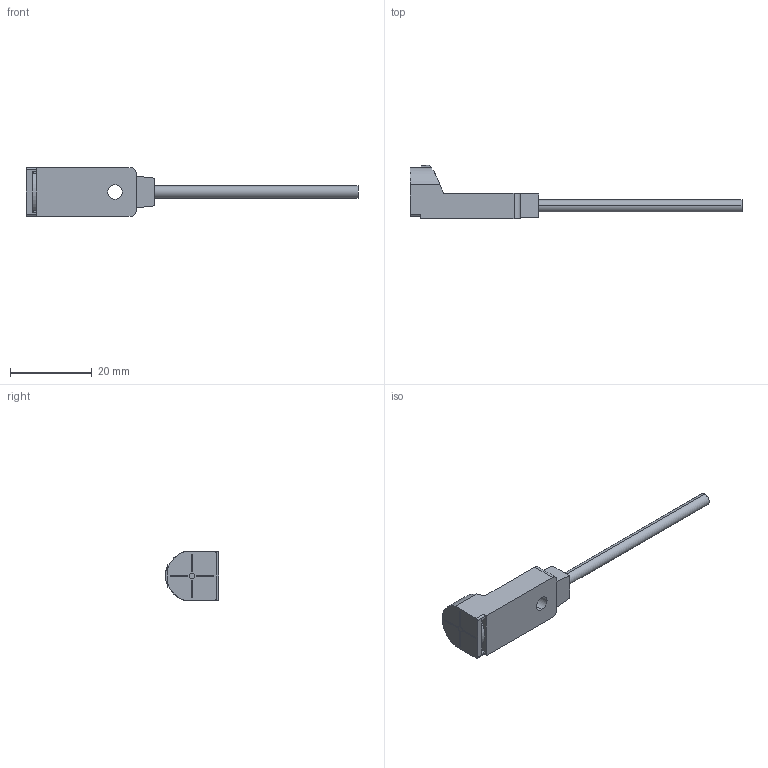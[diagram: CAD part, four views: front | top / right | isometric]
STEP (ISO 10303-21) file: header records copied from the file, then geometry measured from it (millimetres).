
FILE_DESCRIPTION(/* description */ (''),/* implementation_level */ '2;1');
FILE_NAME(/* name */ 'EB-Q3N.stp',/* time_stamp */ '2023-10-30T18:00:57+08:00',/* author */ (''),/* organization */ (''),/* preprocessor_version */ 'ST-DEVELOPER v16.7',/* originating_system */ 'SIEMENS PLM Software NX 12.0',/* authorisation */ '');
FILE_SCHEMA (('AP203_CONFIGURATION_CONTROLLED_3D_DESIGN_OF_MECHANICAL_PARTS_AND_ASSEMBLIES_MIM_LF { 1 0 10303 403 2 1 2}'));
Length unit declared in the file: millimetre
Products named in the file (1): gx-h12a_step
Bounding box: 81.4 x 13 x 12 mm (x, y, z)
Volume: 2840.2 mm3; surface area: 1972 mm2
Topology: 1 solids, 1 shells, 69 faces, 189 edges, 126 vertices
Faces by surface type: plane 50, cylinder 18, bspline 1
Entity records: 2365 total; most frequent: CARTESIAN_POINT 504, ORIENTED_EDGE 378, DIRECTION 350, EDGE_CURVE 189, LINE 140, VECTOR 140, VERTEX_POINT 126, AXIS2_PLACEMENT_3D 105
